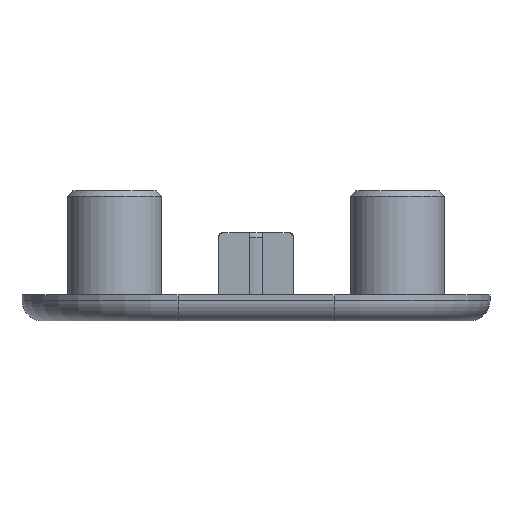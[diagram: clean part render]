
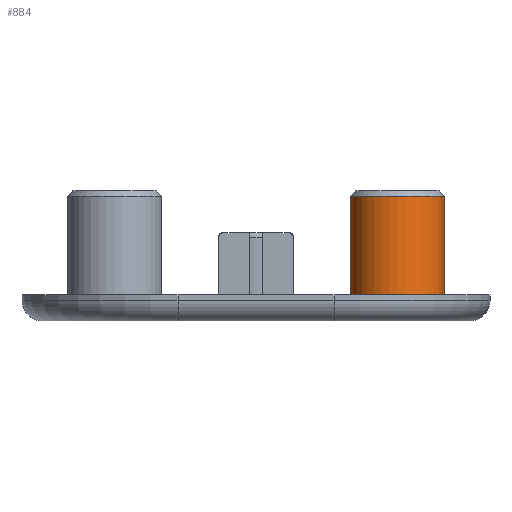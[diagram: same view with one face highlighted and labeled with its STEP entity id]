
A CAD part, front view. The second image highlights one B-rep face of the part: STEP entity #884.
In plain terms, the highlighted cylindrical face has radius 4.5 mm (diameter 9 mm), a partial arc.
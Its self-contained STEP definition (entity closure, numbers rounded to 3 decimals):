
#60 = AXIS2_PLACEMENT_3D ( 'NONE', #1765, #1761, #1767 ) ;
#169 = AXIS2_PLACEMENT_3D ( 'NONE', #571, #570, #569 ) ;
#172 = CIRCLE ( 'NONE', #169, 4.5 ) ;
#240 = AXIS2_PLACEMENT_3D ( 'NONE', #979, #978, #977 ) ;
#246 = CIRCLE ( 'NONE', #240, 4.5 ) ;
#302 = VECTOR ( 'NONE', #1436, 1000. ) ;
#329 = VECTOR ( 'NONE', #1447, 1000. ) ;
#569 = DIRECTION ( 'NONE',  ( 1., 0., 0. ) ) ;
#570 = DIRECTION ( 'NONE',  ( 0., 0., 1. ) ) ;
#571 = CARTESIAN_POINT ( 'NONE',  ( 13.6, -13.6, 2.5 ) ) ;
#711 = EDGE_CURVE ( 'NONE', #1501, #1512, #1455, .T. ) ;
#715 = EDGE_CURVE ( 'NONE', #1498, #1516, #1442, .T. ) ;
#751 = EDGE_CURVE ( 'NONE', #1501, #1498, #246, .T. ) ;
#801 = EDGE_CURVE ( 'NONE', #1516, #1512, #172, .T. ) ;
#884 = ADVANCED_FACE ( 'NONE', ( #1764 ), #1766, .T. ) ;
#977 = DIRECTION ( 'NONE',  ( 1., 0., 0. ) ) ;
#978 = DIRECTION ( 'NONE',  ( 0., 0., -1. ) ) ;
#979 = CARTESIAN_POINT ( 'NONE',  ( 13.6, -13.6, 12. ) ) ;
#1072 = ORIENTED_EDGE ( 'NONE', *, *, #711, .F. ) ;
#1074 = ORIENTED_EDGE ( 'NONE', *, *, #751, .T. ) ;
#1250 = ORIENTED_EDGE ( 'NONE', *, *, #801, .T. ) ;
#1252 = ORIENTED_EDGE ( 'NONE', *, *, #715, .T. ) ;
#1436 = DIRECTION ( 'NONE',  ( 0., 0., -1. ) ) ;
#1442 = LINE ( 'NONE', #1446, #302 ) ;
#1446 = CARTESIAN_POINT ( 'NONE',  ( 9.1, -13.6, 12.5 ) ) ;
#1447 = DIRECTION ( 'NONE',  ( 0., 0., -1. ) ) ;
#1448 = CARTESIAN_POINT ( 'NONE',  ( 18.1, -13.6, 12.5 ) ) ;
#1455 = LINE ( 'NONE', #1448, #329 ) ;
#1498 = VERTEX_POINT ( 'NONE', #1894 ) ;
#1501 = VERTEX_POINT ( 'NONE', #1898 ) ;
#1512 = VERTEX_POINT ( 'NONE', #1907 ) ;
#1516 = VERTEX_POINT ( 'NONE', #1911 ) ;
#1637 = EDGE_LOOP ( 'NONE', ( #1072, #1074, #1252, #1250 ) ) ;
#1761 = DIRECTION ( 'NONE',  ( 0., 0., -1. ) ) ;
#1764 = FACE_OUTER_BOUND ( 'NONE', #1637, .T. ) ;
#1765 = CARTESIAN_POINT ( 'NONE',  ( 13.6, -13.6, 12.5 ) ) ;
#1766 = CYLINDRICAL_SURFACE ( 'NONE', #60, 4.5 ) ;
#1767 = DIRECTION ( 'NONE',  ( -1., 0., 0. ) ) ;
#1894 = CARTESIAN_POINT ( 'NONE',  ( 9.1, -13.6, 12. ) ) ;
#1898 = CARTESIAN_POINT ( 'NONE',  ( 18.1, -13.6, 12. ) ) ;
#1907 = CARTESIAN_POINT ( 'NONE',  ( 18.1, -13.6, 2.5 ) ) ;
#1911 = CARTESIAN_POINT ( 'NONE',  ( 9.1, -13.6, 2.5 ) ) ;
